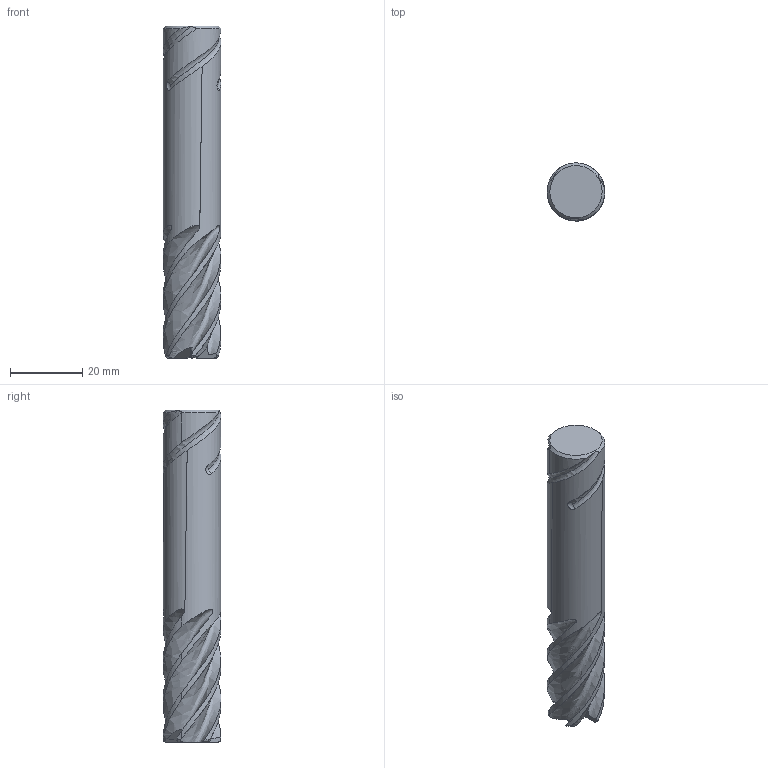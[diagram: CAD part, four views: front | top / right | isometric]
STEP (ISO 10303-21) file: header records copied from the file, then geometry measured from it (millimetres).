
FILE_DESCRIPTION(/* description */ (''),/* implementation_level */ '2;1');
FILE_NAME(/* name */ 'UJDE1600E6ARF_GTM.stp',/* time_stamp */ '2013-12-17T09:46:37+00:00',/* author */ (''),/* organization */ (''),/* preprocessor_version */ 'ST-DEVELOPER v15',/* originating_system */ 'SIEMENS PLM Software NX 9.0',/* authorisation */ '');
FILE_SCHEMA (('AUTOMOTIVE_DESIGN { 1 0 10303 214 3 1 1 1 }'));
Length unit declared in the file: millimetre
Products named in the file (1): UJDE1600E6ARF_GTM
Bounding box: 15.99 x 16 x 92 mm (x, y, z)
Volume: 15844.8 mm3; surface area: 5650.8 mm2
Topology: 1 solids, 1 shells, 69 faces, 201 edges, 134 vertices
Faces by surface type: plane 31, bspline 12, cylinder 10, torus 6, extrusion 6, sphere 3, cone 1
Full cylindrical faces by diameter (mm): 16 x1
Entity records: 9412 total; most frequent: CARTESIAN_POINT 7836, ORIENTED_EDGE 364, DIRECTION 258, EDGE_CURVE 182, VERTEX_POINT 122, AXIS2_PLACEMENT_3D 91, VECTOR 76, B_SPLINE_CURVE_WITH_KNOTS 76
